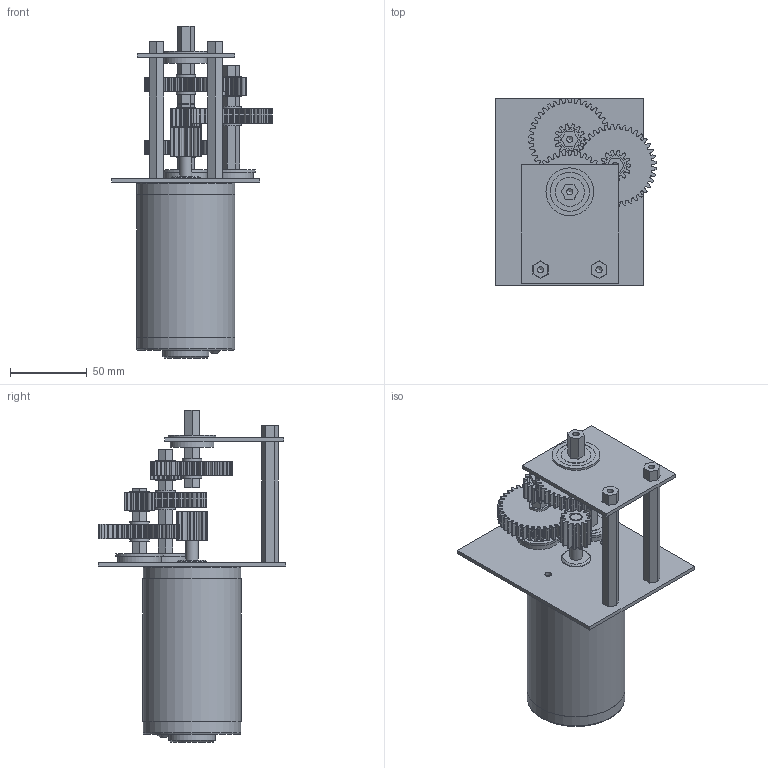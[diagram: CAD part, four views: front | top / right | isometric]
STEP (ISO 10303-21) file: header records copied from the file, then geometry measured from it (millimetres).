
FILE_DESCRIPTION(/* description */ ('STEP AP242','CAx-IF Rec.Pracs.---Representation and Presentation of Product Manufacturing Information (PMI)---4.0---2014-10-13','CAx-IF Rec.Pracs.---3D Tessellated Geometry---0.4---2014-09-14','2;1'),/* implementation_level */ '2;1');
FILE_NAME(/* name */ '6275dcb7e3fc1f616b4b8f07',/* time_stamp */ '2022-05-07T02:43:04+00:00',/* author */ (''),/* organization */ (''),/* preprocessor_version */ 'ST-DEVELOPER v18.101',/* originating_system */ ' ',/* authorisation */ ' ');
FILE_SCHEMA (('AP242_MANAGED_MODEL_BASED_3D_ENGINEERING_MIM_LF { 1 0 10303 442 1 1 4 }'));
Length unit declared in the file: metre
Products named in the file (11): Assembly 1; 14t 20dp Steel Cim Pinion (217-3414); 4" L x 3/8" Hex x 10-32 Tapped Hex Standoff; Spur Gear (40T, 20DP, 3/8" Hex Bore); 2" L x 3/8" Hex x 10-32 Tapped Hex Standoff; .375" Hex ID 1.125" OD Flanged Bearing (217-2735); CIM Motor (217-2000); Spur Gear (14T, 20DP, 3/8" Hex Bore); Part 1; 3" L x 3/8" Hex x 10-32 Tapped Hex Standoff; Part 2
Assembly tree (17 placements, depth 2):
  Assembly 1
    14t 20dp Steel Cim Pinion (217-3414)
    4" L x 3/8" Hex x 10-32 Tapped Hex Standoff  x2
    Spur Gear (40T, 20DP, 3/8" Hex Bore)  x3
    2" L x 3/8" Hex x 10-32 Tapped Hex Standoff  x2
    .375" Hex ID 1.125" OD Flanged Bearing (217-2735)  x3
    CIM Motor (217-2000)
    Spur Gear (14T, 20DP, 3/8" Hex Bore)  x2
    Part 1
    3" L x 3/8" Hex x 10-32 Tapped Hex Standoff
    Part 2
Bounding box: 104.58 x 121.92 x 216.36 mm (x, y, z)
Volume: 496175.9 mm3; surface area: 113657.3 mm2
Topology: 17 solids, 17 shells, 1152 faces, 3267 edges, 2176 vertices
Faces by surface type: cylinder 659, bspline 310, plane 164, cone 17, torus 2
Full cylindrical faces by diameter (mm): 4.039 x12, 4.089 x2, 4.547 x2, 8 x1, 8.636 x2, 12.7 x10, 19.05 x4, 19.304 x1, 25.4 x3, 28.55 x3, 28.6 x3, 30.074 x1, 31.115 x3, 63.754 x2, 64.008 x1
Entity records: 26652 total; most frequent: CARTESIAN_POINT 13696, ORIENTED_EDGE 2638, DIRECTION 2396, EDGE_CURVE 1319, AXIS2_PLACEMENT_3D 929, VERTEX_POINT 911, FACE_BOUND 596, EDGE_LOOP 588
